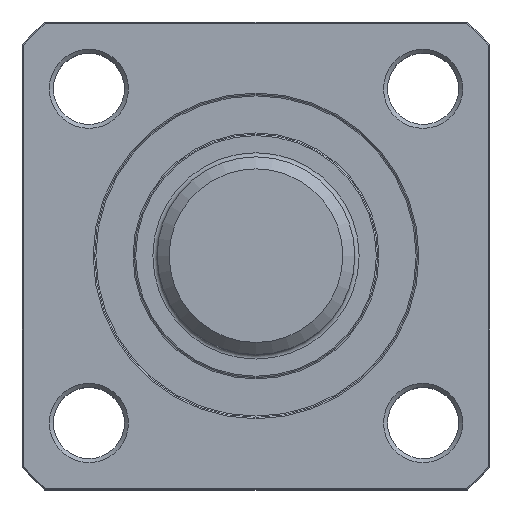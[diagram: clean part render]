
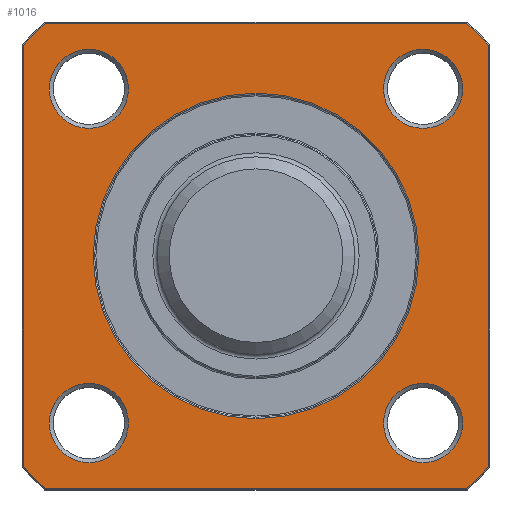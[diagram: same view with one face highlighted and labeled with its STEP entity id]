
A CAD part, top view. The second image highlights one B-rep face of the part: STEP entity #1016.
In plain terms, the highlighted planar face has unit normal (0, 0, 1).
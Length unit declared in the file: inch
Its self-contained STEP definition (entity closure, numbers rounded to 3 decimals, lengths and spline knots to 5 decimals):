
#39=FACE_BOUND('',#180,.T.);
#40=FACE_BOUND('',#181,.T.);
#41=FACE_BOUND('',#182,.T.);
#42=FACE_BOUND('',#183,.T.);
#43=FACE_BOUND('',#184,.T.);
#52=PLANE('',#1175);
#120=FACE_OUTER_BOUND('',#179,.T.);
#179=EDGE_LOOP('',(#827,#828,#829,#830,#831,#832,#833,#834));
#180=EDGE_LOOP('',(#835,#836));
#181=EDGE_LOOP('',(#837,#838));
#182=EDGE_LOOP('',(#839,#840));
#183=EDGE_LOOP('',(#841,#842));
#184=EDGE_LOOP('',(#843,#844));
#239=LINE('',#1780,#281);
#240=LINE('',#1784,#282);
#241=LINE('',#1788,#283);
#242=LINE('',#1791,#284);
#281=VECTOR('',#1463,39.37008);
#282=VECTOR('',#1466,39.37008);
#283=VECTOR('',#1469,39.37008);
#284=VECTOR('',#1472,39.37008);
#307=CIRCLE('',#1069,0.148);
#308=CIRCLE('',#1070,0.148);
#315=CIRCLE('',#1079,0.148);
#316=CIRCLE('',#1080,0.148);
#323=CIRCLE('',#1089,0.148);
#324=CIRCLE('',#1090,0.148);
#331=CIRCLE('',#1099,0.148);
#332=CIRCLE('',#1100,0.148);
#381=CIRCLE('',#1166,0.609);
#382=CIRCLE('',#1167,0.609);
#386=CIRCLE('',#1176,1.174);
#387=CIRCLE('',#1177,1.174);
#388=CIRCLE('',#1178,1.174);
#389=CIRCLE('',#1179,1.174);
#404=VERTEX_POINT('',#1581);
#405=VERTEX_POINT('',#1583);
#412=VERTEX_POINT('',#1601);
#413=VERTEX_POINT('',#1603);
#420=VERTEX_POINT('',#1621);
#421=VERTEX_POINT('',#1623);
#428=VERTEX_POINT('',#1641);
#429=VERTEX_POINT('',#1643);
#470=VERTEX_POINT('',#1759);
#471=VERTEX_POINT('',#1760);
#474=VERTEX_POINT('',#1776);
#475=VERTEX_POINT('',#1777);
#476=VERTEX_POINT('',#1779);
#477=VERTEX_POINT('',#1781);
#478=VERTEX_POINT('',#1783);
#479=VERTEX_POINT('',#1785);
#480=VERTEX_POINT('',#1787);
#481=VERTEX_POINT('',#1789);
#509=EDGE_CURVE('',#405,#404,#307,.T.);
#510=EDGE_CURVE('',#404,#405,#308,.T.);
#519=EDGE_CURVE('',#413,#412,#315,.T.);
#520=EDGE_CURVE('',#412,#413,#316,.T.);
#529=EDGE_CURVE('',#421,#420,#323,.T.);
#530=EDGE_CURVE('',#420,#421,#324,.T.);
#539=EDGE_CURVE('',#429,#428,#331,.T.);
#540=EDGE_CURVE('',#428,#429,#332,.T.);
#597=EDGE_CURVE('',#470,#471,#381,.T.);
#598=EDGE_CURVE('',#471,#470,#382,.T.);
#605=EDGE_CURVE('',#474,#475,#386,.T.);
#606=EDGE_CURVE('',#475,#476,#239,.T.);
#607=EDGE_CURVE('',#476,#477,#387,.T.);
#608=EDGE_CURVE('',#477,#478,#240,.T.);
#609=EDGE_CURVE('',#478,#479,#388,.T.);
#610=EDGE_CURVE('',#479,#480,#241,.T.);
#611=EDGE_CURVE('',#480,#481,#389,.T.);
#612=EDGE_CURVE('',#481,#474,#242,.T.);
#827=ORIENTED_EDGE('',*,*,#605,.T.);
#828=ORIENTED_EDGE('',*,*,#606,.T.);
#829=ORIENTED_EDGE('',*,*,#607,.T.);
#830=ORIENTED_EDGE('',*,*,#608,.T.);
#831=ORIENTED_EDGE('',*,*,#609,.T.);
#832=ORIENTED_EDGE('',*,*,#610,.T.);
#833=ORIENTED_EDGE('',*,*,#611,.T.);
#834=ORIENTED_EDGE('',*,*,#612,.T.);
#835=ORIENTED_EDGE('',*,*,#597,.T.);
#836=ORIENTED_EDGE('',*,*,#598,.T.);
#837=ORIENTED_EDGE('',*,*,#539,.T.);
#838=ORIENTED_EDGE('',*,*,#540,.T.);
#839=ORIENTED_EDGE('',*,*,#529,.T.);
#840=ORIENTED_EDGE('',*,*,#530,.T.);
#841=ORIENTED_EDGE('',*,*,#519,.T.);
#842=ORIENTED_EDGE('',*,*,#520,.T.);
#843=ORIENTED_EDGE('',*,*,#509,.T.);
#844=ORIENTED_EDGE('',*,*,#510,.T.);
#1016=ADVANCED_FACE('',(#120,#39,#40,#41,#42,#43),#52,.F.);
#1069=AXIS2_PLACEMENT_3D('',#1584,#1230,#1231);
#1070=AXIS2_PLACEMENT_3D('',#1585,#1232,#1233);
#1079=AXIS2_PLACEMENT_3D('',#1604,#1252,#1253);
#1080=AXIS2_PLACEMENT_3D('',#1605,#1254,#1255);
#1089=AXIS2_PLACEMENT_3D('',#1624,#1274,#1275);
#1090=AXIS2_PLACEMENT_3D('',#1625,#1276,#1277);
#1099=AXIS2_PLACEMENT_3D('',#1644,#1296,#1297);
#1100=AXIS2_PLACEMENT_3D('',#1645,#1298,#1299);
#1166=AXIS2_PLACEMENT_3D('',#1761,#1438,#1439);
#1167=AXIS2_PLACEMENT_3D('',#1762,#1440,#1441);
#1175=AXIS2_PLACEMENT_3D('',#1775,#1459,#1460);
#1176=AXIS2_PLACEMENT_3D('',#1778,#1461,#1462);
#1177=AXIS2_PLACEMENT_3D('',#1782,#1464,#1465);
#1178=AXIS2_PLACEMENT_3D('',#1786,#1467,#1468);
#1179=AXIS2_PLACEMENT_3D('',#1790,#1470,#1471);
#1230=DIRECTION('center_axis',(0.,0.,-1.));
#1231=DIRECTION('ref_axis',(-1.,0.,0.));
#1232=DIRECTION('center_axis',(0.,0.,-1.));
#1233=DIRECTION('ref_axis',(-1.,0.,0.));
#1252=DIRECTION('center_axis',(0.,0.,-1.));
#1253=DIRECTION('ref_axis',(-1.,0.,0.));
#1254=DIRECTION('center_axis',(0.,0.,-1.));
#1255=DIRECTION('ref_axis',(-1.,0.,0.));
#1274=DIRECTION('center_axis',(0.,0.,-1.));
#1275=DIRECTION('ref_axis',(-1.,0.,0.));
#1276=DIRECTION('center_axis',(0.,0.,-1.));
#1277=DIRECTION('ref_axis',(-1.,0.,0.));
#1296=DIRECTION('center_axis',(0.,0.,-1.));
#1297=DIRECTION('ref_axis',(-1.,0.,0.));
#1298=DIRECTION('center_axis',(0.,0.,-1.));
#1299=DIRECTION('ref_axis',(-1.,0.,0.));
#1438=DIRECTION('center_axis',(0.,0.,-1.));
#1439=DIRECTION('ref_axis',(-1.,0.,0.));
#1440=DIRECTION('center_axis',(0.,0.,-1.));
#1441=DIRECTION('ref_axis',(-1.,0.,0.));
#1459=DIRECTION('center_axis',(0.,0.,-1.));
#1460=DIRECTION('ref_axis',(-1.,0.,0.));
#1461=DIRECTION('center_axis',(0.,0.,1.));
#1462=DIRECTION('ref_axis',(-1.,0.,0.));
#1463=DIRECTION('',(0.,-1.,0.));
#1464=DIRECTION('center_axis',(0.,0.,1.));
#1465=DIRECTION('ref_axis',(-1.,0.,0.));
#1466=DIRECTION('',(1.,0.,0.));
#1467=DIRECTION('center_axis',(0.,0.,1.));
#1468=DIRECTION('ref_axis',(-1.,0.,0.));
#1469=DIRECTION('',(0.,1.,0.));
#1470=DIRECTION('center_axis',(0.,0.,1.));
#1471=DIRECTION('ref_axis',(-1.,0.,0.));
#1472=DIRECTION('',(-1.,0.,0.));
#1581=CARTESIAN_POINT('',(-0.773,0.625,0.375));
#1583=CARTESIAN_POINT('',(-0.477,0.625,0.375));
#1584=CARTESIAN_POINT('Origin',(-0.625,0.625,0.375));
#1585=CARTESIAN_POINT('Origin',(-0.625,0.625,0.375));
#1601=CARTESIAN_POINT('',(0.477,0.625,0.375));
#1603=CARTESIAN_POINT('',(0.773,0.625,0.375));
#1604=CARTESIAN_POINT('Origin',(0.625,0.625,0.375));
#1605=CARTESIAN_POINT('Origin',(0.625,0.625,0.375));
#1621=CARTESIAN_POINT('',(0.477,-0.625,0.375));
#1623=CARTESIAN_POINT('',(0.773,-0.625,0.375));
#1624=CARTESIAN_POINT('Origin',(0.625,-0.625,0.375));
#1625=CARTESIAN_POINT('Origin',(0.625,-0.625,0.375));
#1641=CARTESIAN_POINT('',(-0.773,-0.625,0.375));
#1643=CARTESIAN_POINT('',(-0.477,-0.625,0.375));
#1644=CARTESIAN_POINT('Origin',(-0.625,-0.625,0.375));
#1645=CARTESIAN_POINT('Origin',(-0.625,-0.625,0.375));
#1759=CARTESIAN_POINT('',(-0.609,0.,0.375));
#1760=CARTESIAN_POINT('',(0.609,0.,0.375));
#1761=CARTESIAN_POINT('Origin',(0.,0.,0.375));
#1762=CARTESIAN_POINT('Origin',(0.,0.,0.375));
#1775=CARTESIAN_POINT('Origin',(0.875,0.875,0.375));
#1776=CARTESIAN_POINT('',(-0.78827,0.87,0.375));
#1777=CARTESIAN_POINT('',(-0.87,0.78827,0.375));
#1778=CARTESIAN_POINT('Origin',(0.,0.,0.375));
#1779=CARTESIAN_POINT('',(-0.87,-0.78827,0.375));
#1780=CARTESIAN_POINT('',(-0.87,0.875,0.375));
#1781=CARTESIAN_POINT('',(-0.78827,-0.87,0.375));
#1782=CARTESIAN_POINT('Origin',(0.,0.,0.375));
#1783=CARTESIAN_POINT('',(0.78827,-0.87,0.375));
#1784=CARTESIAN_POINT('',(0.875,-0.87,0.375));
#1785=CARTESIAN_POINT('',(0.87,-0.78827,0.375));
#1786=CARTESIAN_POINT('Origin',(0.,0.,0.375));
#1787=CARTESIAN_POINT('',(0.87,0.78827,0.375));
#1788=CARTESIAN_POINT('',(0.87,0.875,0.375));
#1789=CARTESIAN_POINT('',(0.78827,0.87,0.375));
#1790=CARTESIAN_POINT('Origin',(0.,0.,0.375));
#1791=CARTESIAN_POINT('',(0.875,0.87,0.375));
